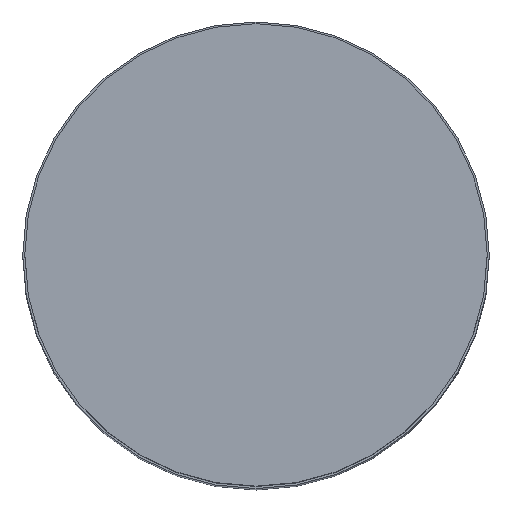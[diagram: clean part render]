
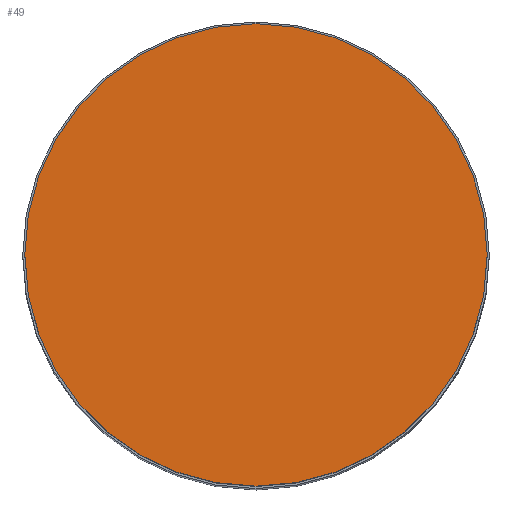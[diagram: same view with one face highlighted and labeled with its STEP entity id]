
A CAD part, top view. The second image highlights one B-rep face of the part: STEP entity #49.
In plain terms, the highlighted planar face has unit normal (0, 0, 1).
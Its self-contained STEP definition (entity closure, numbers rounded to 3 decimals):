
#49=ADVANCED_FACE('',(#64),#65,.F.);
#64=FACE_OUTER_BOUND('',#86,.T.);
#65=PLANE('',#87);
#86=EDGE_LOOP('',(#122,#123));
#87=AXIS2_PLACEMENT_3D('',#124,#125,#126);
#122=ORIENTED_EDGE('',*,*,#171,.F.);
#123=ORIENTED_EDGE('',*,*,#174,.T.);
#124=CARTESIAN_POINT('',(0.0,0.0,2.95));
#125=DIRECTION('',(0.0,0.0,-1.0));
#126=DIRECTION('',(0.0,-1.0,0.0));
#171=EDGE_CURVE('',#193,#194,#195,.T.);
#174=EDGE_CURVE('',#193,#194,#198,.T.);
#193=VERTEX_POINT('',#223);
#194=VERTEX_POINT('',#224);
#195=CIRCLE('',#225,1.1);
#198=CIRCLE('',#230,1.1);
#223=CARTESIAN_POINT('',(0.0,1.1,2.95));
#224=CARTESIAN_POINT('',(0.0,-1.1,2.95));
#225=AXIS2_PLACEMENT_3D('',#263,#264,#265);
#230=AXIS2_PLACEMENT_3D('',#268,#269,#270);
#263=CARTESIAN_POINT('',(0.0,0.0,2.95));
#264=DIRECTION('',(0.0,0.0,-1.0));
#265=DIRECTION('',(0.0,1.0,0.0));
#268=CARTESIAN_POINT('',(0.0,0.0,2.95));
#269=DIRECTION('',(0.0,-0.0,1.0));
#270=DIRECTION('',(0.0,1.0,0.0));
